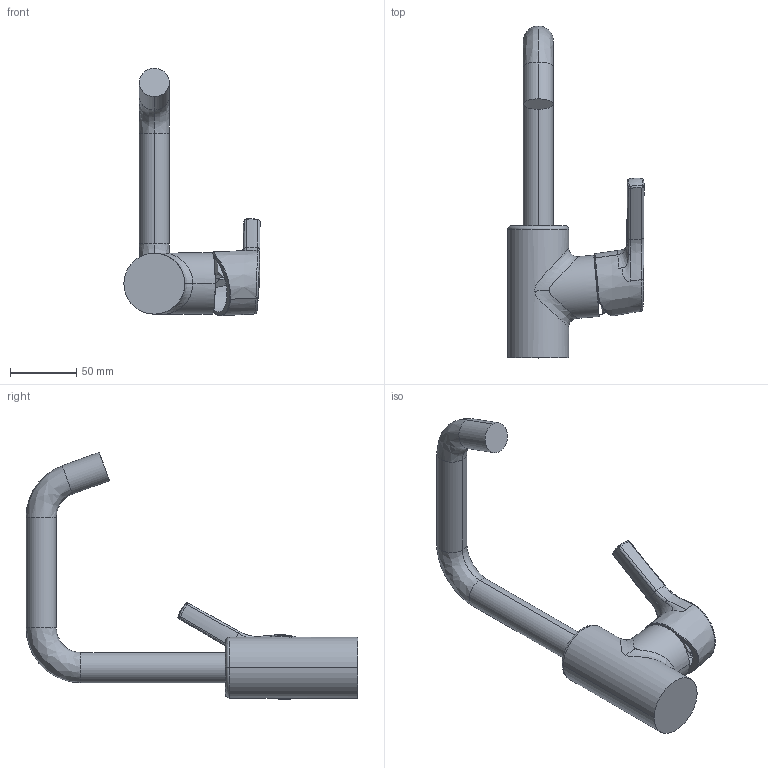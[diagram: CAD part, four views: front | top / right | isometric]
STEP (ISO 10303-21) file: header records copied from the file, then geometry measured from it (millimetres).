
FILE_DESCRIPTION (( 'STEP AP203' ), '1' );
FILE_NAME ('56432203.STEP', '2018-07-04T05:16:30', ( '' ), ( '' ), 'SwSTEP 2.0', 'SolidWorks 2016', '' );
FILE_SCHEMA (( 'CONFIG_CONTROL_DESIGN' ));
Length unit declared in the file: millimetre
Products named in the file (1): 56432203
Bounding box: 102.94 x 250.6 x 186.94 mm (x, y, z)
Volume: 234761.5 mm3; surface area: 38106.9 mm2
Topology: 1 solids, 1 shells, 70 faces, 184 edges, 115 vertices
Faces by surface type: bspline 45, cylinder 13, plane 6, torus 4, sphere 2
Entity records: 15230 total; most frequent: CARTESIAN_POINT 13809, ORIENTED_EDGE 360, EDGE_CURVE 180, DIRECTION 165, VERTEX_POINT 114, B_SPLINE_CURVE_WITH_KNOTS 108, AXIS2_PLACEMENT_3D 75, EDGE_LOOP 72
